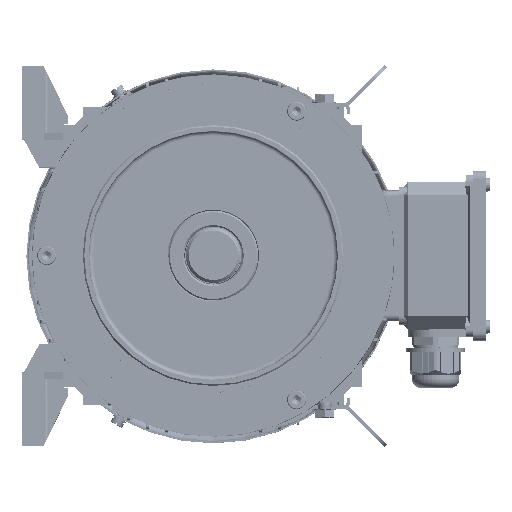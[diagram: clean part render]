
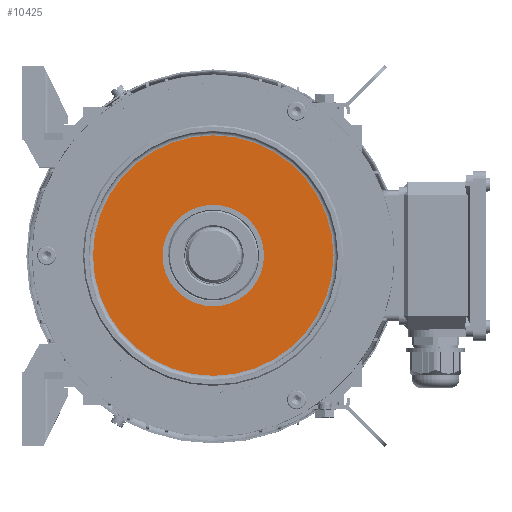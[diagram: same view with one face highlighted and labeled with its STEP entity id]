
A CAD part, top view. The second image highlights one B-rep face of the part: STEP entity #10425.
In plain terms, the highlighted planar face has unit normal (0, 0, 1).
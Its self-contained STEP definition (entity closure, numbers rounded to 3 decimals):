
#3940=FACE_BOUND('',#24957,.T.);
#3941=FACE_BOUND('',#24958,.T.);
#10425=ADVANCED_FACE('',(#3940,#3941),#14008,.F.);
#14008=PLANE('',#109967);
#24957=EDGE_LOOP('',(#51821));
#24958=EDGE_LOOP('',(#51822));
#30177=CIRCLE('',#109964,83.);
#30178=CIRCLE('',#109966,35.);
#51821=ORIENTED_EDGE('',*,*,#80805,.F.);
#51822=ORIENTED_EDGE('',*,*,#80804,.T.);
#67428=VERTEX_POINT('',#170216);
#67429=VERTEX_POINT('',#170219);
#80804=EDGE_CURVE('',#67428,#67428,#30177,.T.);
#80805=EDGE_CURVE('',#67429,#67429,#30178,.T.);
#109964=AXIS2_PLACEMENT_3D('',#170215,#133132,#133133);
#109966=AXIS2_PLACEMENT_3D('',#170218,#133136,#133137);
#109967=AXIS2_PLACEMENT_3D('',#170220,#133138,#133139);
#133132=DIRECTION('',(0.,0.,1.));
#133133=DIRECTION('',(0.,-1.,0.));
#133136=DIRECTION('',(0.,0.,1.));
#133137=DIRECTION('',(0.,-1.,0.));
#133138=DIRECTION('',(0.,0.,-1.));
#133139=DIRECTION('',(0.,1.,0.));
#170215=CARTESIAN_POINT('',(0.,0.,277.));
#170216=CARTESIAN_POINT('',(0.,-83.,277.));
#170218=CARTESIAN_POINT('',(0.,0.,277.));
#170219=CARTESIAN_POINT('',(0.,-35.,277.));
#170220=CARTESIAN_POINT('',(83.,0.,277.));
